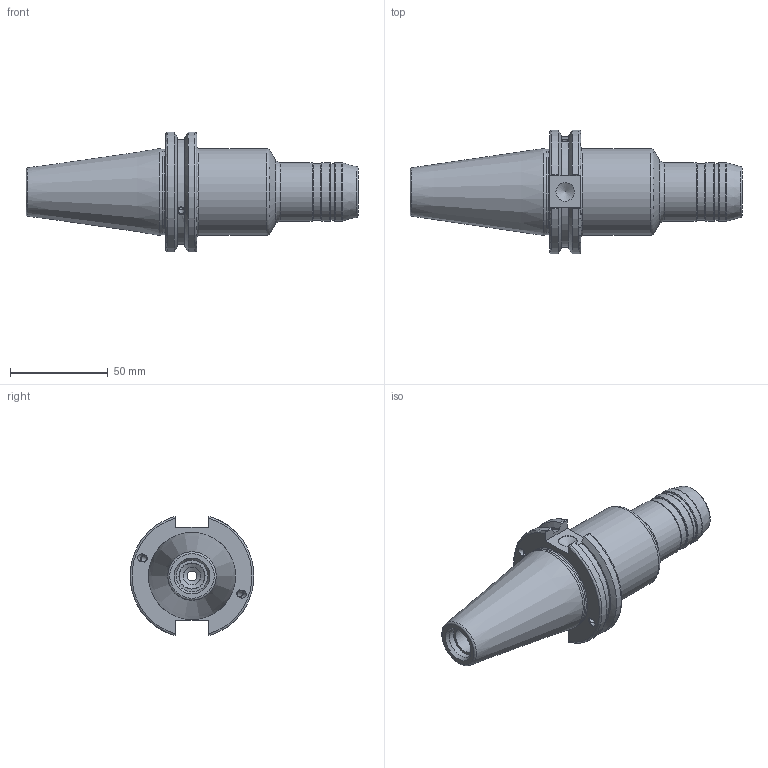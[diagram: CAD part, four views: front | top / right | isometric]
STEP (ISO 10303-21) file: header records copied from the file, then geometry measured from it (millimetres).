
FILE_DESCRIPTION(/* description */ (''),/* implementation_level */ '2;1');
FILE_NAME(/* name */ 'WK022.stp',/* time_stamp */ '2024-12-30T16:52:47+09:00',/* author */ ('YSH'),/* organization */ (''),/* preprocessor_version */ 'ST-DEVELOPER v20',/* originating_system */ 'Autodesk Inventor 2025',/* authorisation */ '');
FILE_SCHEMA (('AUTOMOTIVE_DESIGN { 1 0 10303 214 3 1 1 }'));
Length unit declared in the file: millimetre
Products named in the file (1): LO-CAT40ADB-HC9.525-101.6
Bounding box: 169.85 x 63.26 x 61.09 mm (x, y, z)
Volume: 188226 mm3; surface area: 31602.1 mm2
Topology: 1 solids, 1 shells, 106 faces, 293 edges, 191 vertices
Faces by surface type: cylinder 35, plane 33, cone 19, torus 19
Full cylindrical faces by diameter (mm): 3.242 x8, 4 x2, 4.2 x2, 4.917 x1, 9 x1, 9.525 x2, 10 x1, 13 x1, 13.386 x1, 16.3 x1, 29 x2, 30 x3, 43.6 x1, 44.45 x1
Entity records: 3690 total; most frequent: CARTESIAN_POINT 902, DIRECTION 603, ORIENTED_EDGE 580, EDGE_CURVE 290, AXIS2_PLACEMENT_3D 254, VERTEX_POINT 191, CIRCLE 129, EDGE_LOOP 121
